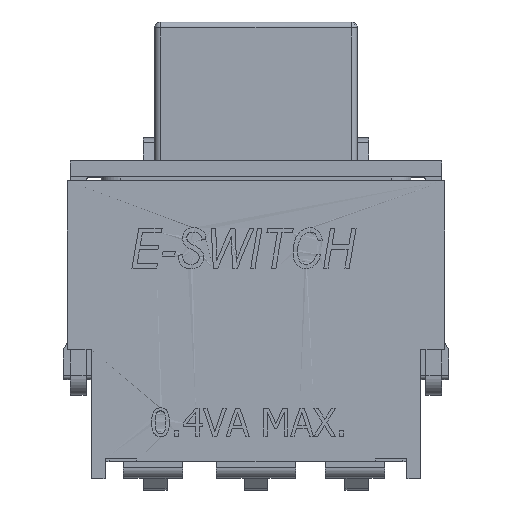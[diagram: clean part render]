
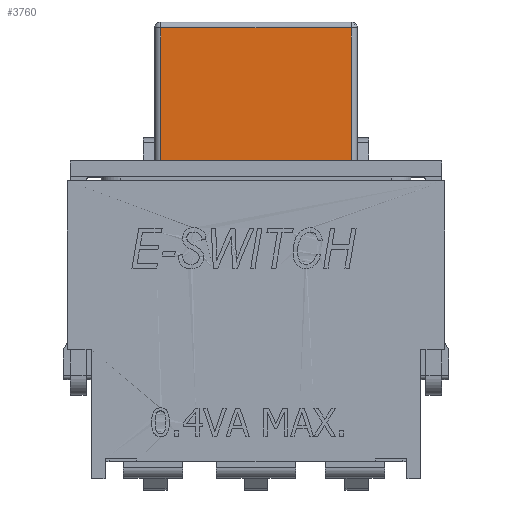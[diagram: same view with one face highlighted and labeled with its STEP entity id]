
A CAD part, top view. The second image highlights one B-rep face of the part: STEP entity #3760.
In plain terms, the highlighted planar face has unit normal (0, 0, 1).
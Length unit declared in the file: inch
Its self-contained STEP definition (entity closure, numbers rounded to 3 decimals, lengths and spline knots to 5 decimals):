
#3106=CARTESIAN_POINT('',(0.09449,0.29921,0.05807));
#3107=VERTEX_POINT('',#3106);
#3115=CARTESIAN_POINT('',(-0.09449,0.29921,0.05807));
#3116=VERTEX_POINT('',#3115);
#3117=CARTESIAN_POINT('',(0.09449,0.29921,0.05807));
#3118=DIRECTION('',(-1.0,0.0,0.0));
#3119=VECTOR('',#3118,0.18898);
#3120=LINE('',#3117,#3119);
#3121=EDGE_CURVE('',#3107,#3116,#3120,.T.);
#3174=CARTESIAN_POINT('',(-0.09449,0.44685,0.05807));
#3175=VERTEX_POINT('',#3174);
#3207=CARTESIAN_POINT('',(0.09449,0.44685,0.05807));
#3208=VERTEX_POINT('',#3207);
#3430=CARTESIAN_POINT('',(0.09449,0.44685,0.05807));
#3431=DIRECTION('',(0.0,-1.0,0.0));
#3432=VECTOR('',#3431,0.14764);
#3433=LINE('',#3430,#3432);
#3434=EDGE_CURVE('',#3208,#3107,#3433,.T.);
#3445=CARTESIAN_POINT('',(-0.09449,0.44685,0.05807));
#3446=DIRECTION('',(1.0,0.0,0.0));
#3447=VECTOR('',#3446,0.18898);
#3448=LINE('',#3445,#3447);
#3449=EDGE_CURVE('',#3175,#3208,#3448,.T.);
#3467=CARTESIAN_POINT('',(-0.09449,0.29921,0.05807));
#3468=DIRECTION('',(0.0,1.0,0.0));
#3469=VECTOR('',#3468,0.14764);
#3470=LINE('',#3467,#3469);
#3471=EDGE_CURVE('',#3116,#3175,#3470,.T.);
#3749=CARTESIAN_POINT('',(0.10394,0.29183,0.05807));
#3750=DIRECTION('',(0.0,0.0,1.0));
#3751=DIRECTION('',(1.0,0.0,0.0));
#3752=AXIS2_PLACEMENT_3D('',#3749,#3750,#3751);
#3753=PLANE('',#3752);
#3754=ORIENTED_EDGE('',*,*,#3471,.F.);
#3755=ORIENTED_EDGE('',*,*,#3121,.F.);
#3756=ORIENTED_EDGE('',*,*,#3434,.F.);
#3757=ORIENTED_EDGE('',*,*,#3449,.F.);
#3758=EDGE_LOOP('',(#3754,#3755,#3756,#3757));
#3759=FACE_OUTER_BOUND('',#3758,.T.);
#3760=ADVANCED_FACE('',(#3759),#3753,.T.);
